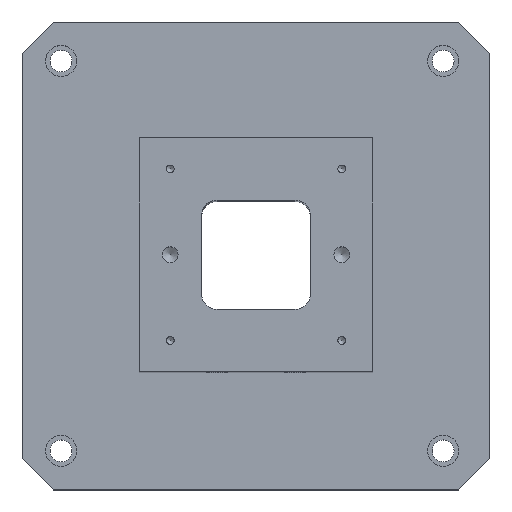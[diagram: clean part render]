
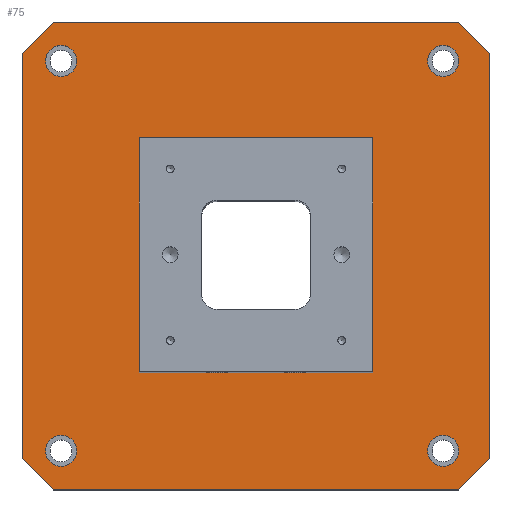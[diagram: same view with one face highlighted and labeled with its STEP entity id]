
A CAD part, top view. The second image highlights one B-rep face of the part: STEP entity #75.
In plain terms, the highlighted planar face has unit normal (0, 0, 1).
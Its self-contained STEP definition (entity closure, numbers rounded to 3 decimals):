
#75 = ADVANCED_FACE( '', ( #257, #258, #259, #260, #261, #262 ), #263, .T. );
#257 = FACE_BOUND( '', #861, .T. );
#258 = FACE_BOUND( '', #862, .T. );
#259 = FACE_BOUND( '', #863, .T. );
#260 = FACE_BOUND( '', #864, .T. );
#261 = FACE_OUTER_BOUND( '', #865, .T. );
#262 = FACE_BOUND( '', #866, .T. );
#263 = PLANE( '', #867 );
#861 = EDGE_LOOP( '', ( #1465 ) );
#862 = EDGE_LOOP( '', ( #1466 ) );
#863 = EDGE_LOOP( '', ( #1467 ) );
#864 = EDGE_LOOP( '', ( #1468 ) );
#865 = EDGE_LOOP( '', ( #1469, #1470, #1471, #1472, #1473, #1474, #1475, #1476 ) );
#866 = EDGE_LOOP( '', ( #1477, #1478, #1479, #1480 ) );
#867 = AXIS2_PLACEMENT_3D( '', #1481, #1482, #1483 );
#1465 = ORIENTED_EDGE( '', *, *, #2525, .T. );
#1466 = ORIENTED_EDGE( '', *, *, #2526, .T. );
#1467 = ORIENTED_EDGE( '', *, *, #2527, .T. );
#1468 = ORIENTED_EDGE( '', *, *, #2528, .T. );
#1469 = ORIENTED_EDGE( '', *, *, #2529, .T. );
#1470 = ORIENTED_EDGE( '', *, *, #2530, .T. );
#1471 = ORIENTED_EDGE( '', *, *, #2531, .T. );
#1472 = ORIENTED_EDGE( '', *, *, #2532, .T. );
#1473 = ORIENTED_EDGE( '', *, *, #2533, .T. );
#1474 = ORIENTED_EDGE( '', *, *, #2534, .T. );
#1475 = ORIENTED_EDGE( '', *, *, #2535, .T. );
#1476 = ORIENTED_EDGE( '', *, *, #2536, .T. );
#1477 = ORIENTED_EDGE( '', *, *, #2537, .T. );
#1478 = ORIENTED_EDGE( '', *, *, #2538, .T. );
#1479 = ORIENTED_EDGE( '', *, *, #2539, .T. );
#1480 = ORIENTED_EDGE( '', *, *, #2540, .T. );
#1481 = CARTESIAN_POINT( '', ( -150., -150., 50. ) );
#1482 = DIRECTION( '', ( 0., 0., 1. ) );
#1483 = DIRECTION( '', ( 1., 0., 0. ) );
#2525 = EDGE_CURVE( '', #2820, #2820, #2821, .T. );
#2526 = EDGE_CURVE( '', #2822, #2822, #2823, .T. );
#2527 = EDGE_CURVE( '', #2824, #2824, #2825, .T. );
#2528 = EDGE_CURVE( '', #2826, #2826, #2827, .T. );
#2529 = EDGE_CURVE( '', #2828, #2829, #2830, .T. );
#2530 = EDGE_CURVE( '', #2829, #2831, #2832, .F. );
#2531 = EDGE_CURVE( '', #2831, #2833, #2834, .T. );
#2532 = EDGE_CURVE( '', #2833, #2835, #2836, .F. );
#2533 = EDGE_CURVE( '', #2835, #2837, #2838, .T. );
#2534 = EDGE_CURVE( '', #2837, #2839, #2840, .F. );
#2535 = EDGE_CURVE( '', #2839, #2841, #2842, .T. );
#2536 = EDGE_CURVE( '', #2841, #2828, #2843, .F. );
#2537 = EDGE_CURVE( '', #2844, #2845, #2846, .T. );
#2538 = EDGE_CURVE( '', #2845, #2847, #2848, .T. );
#2539 = EDGE_CURVE( '', #2847, #2849, #2850, .T. );
#2540 = EDGE_CURVE( '', #2849, #2844, #2851, .T. );
#2820 = VERTEX_POINT( '', #3244 );
#2821 = CIRCLE( '', #3245, 10. );
#2822 = VERTEX_POINT( '', #3246 );
#2823 = CIRCLE( '', #3247, 10. );
#2824 = VERTEX_POINT( '', #3248 );
#2825 = CIRCLE( '', #3249, 10. );
#2826 = VERTEX_POINT( '', #3250 );
#2827 = CIRCLE( '', #3251, 10. );
#2828 = VERTEX_POINT( '', #3252 );
#2829 = VERTEX_POINT( '', #3253 );
#2830 = LINE( '', #3254, #3255 );
#2831 = VERTEX_POINT( '', #3256 );
#2832 = LINE( '', #3257, #3258 );
#2833 = VERTEX_POINT( '', #3259 );
#2834 = LINE( '', #3260, #3261 );
#2835 = VERTEX_POINT( '', #3262 );
#2836 = LINE( '', #3263, #3264 );
#2837 = VERTEX_POINT( '', #3265 );
#2838 = LINE( '', #3266, #3267 );
#2839 = VERTEX_POINT( '', #3268 );
#2840 = LINE( '', #3269, #3270 );
#2841 = VERTEX_POINT( '', #3271 );
#2842 = LINE( '', #3272, #3273 );
#2843 = LINE( '', #3274, #3275 );
#2844 = VERTEX_POINT( '', #3276 );
#2845 = VERTEX_POINT( '', #3277 );
#2846 = LINE( '', #3278, #3279 );
#2847 = VERTEX_POINT( '', #3280 );
#2848 = LINE( '', #3281, #3282 );
#2849 = VERTEX_POINT( '', #3283 );
#2850 = LINE( '', #3284, #3285 );
#2851 = LINE( '', #3286, #3287 );
#3244 = CARTESIAN_POINT( '', ( -125., -135., 50. ) );
#3245 = AXIS2_PLACEMENT_3D( '', #3720, #3721, #3722 );
#3246 = CARTESIAN_POINT( '', ( 120., -135., 50. ) );
#3247 = AXIS2_PLACEMENT_3D( '', #3723, #3724, #3725 );
#3248 = CARTESIAN_POINT( '', ( 120., 115., 50. ) );
#3249 = AXIS2_PLACEMENT_3D( '', #3726, #3727, #3728 );
#3250 = CARTESIAN_POINT( '', ( -125., 115., 50. ) );
#3251 = AXIS2_PLACEMENT_3D( '', #3729, #3730, #3731 );
#3252 = CARTESIAN_POINT( '', ( 130., 150., 50. ) );
#3253 = CARTESIAN_POINT( '', ( -130., 150., 50. ) );
#3254 = CARTESIAN_POINT( '', ( 150., 150., 50. ) );
#3255 = VECTOR( '', #3732, 1000. );
#3256 = CARTESIAN_POINT( '', ( -150., 130., 50. ) );
#3257 = CARTESIAN_POINT( '', ( -290., -10., 50. ) );
#3258 = VECTOR( '', #3733, 1000. );
#3259 = CARTESIAN_POINT( '', ( -150., -130., 50. ) );
#3260 = CARTESIAN_POINT( '', ( -150., 150., 50. ) );
#3261 = VECTOR( '', #3734, 1000. );
#3262 = CARTESIAN_POINT( '', ( -130., -150., 50. ) );
#3263 = CARTESIAN_POINT( '', ( -140., -140., 50. ) );
#3264 = VECTOR( '', #3735, 1000. );
#3265 = CARTESIAN_POINT( '', ( 130., -150., 50. ) );
#3266 = CARTESIAN_POINT( '', ( -150., -150., 50. ) );
#3267 = VECTOR( '', #3736, 1000. );
#3268 = CARTESIAN_POINT( '', ( 150., -130., 50. ) );
#3269 = CARTESIAN_POINT( '', ( -10., -290., 50. ) );
#3270 = VECTOR( '', #3737, 1000. );
#3271 = CARTESIAN_POINT( '', ( 150., 130., 50. ) );
#3272 = CARTESIAN_POINT( '', ( 150., -150., 50. ) );
#3273 = VECTOR( '', #3738, 1000. );
#3274 = CARTESIAN_POINT( '', ( 140., 140., 50. ) );
#3275 = VECTOR( '', #3739, 1000. );
#3276 = CARTESIAN_POINT( '', ( 75., -75., 50. ) );
#3277 = CARTESIAN_POINT( '', ( -75., -75., 50. ) );
#3278 = CARTESIAN_POINT( '', ( -150., -75., 50. ) );
#3279 = VECTOR( '', #3740, 1000. );
#3280 = CARTESIAN_POINT( '', ( -75., 75., 50. ) );
#3281 = CARTESIAN_POINT( '', ( -75., -150., 50. ) );
#3282 = VECTOR( '', #3741, 1000. );
#3283 = CARTESIAN_POINT( '', ( 75., 75., 50. ) );
#3284 = CARTESIAN_POINT( '', ( -150., 75., 50. ) );
#3285 = VECTOR( '', #3742, 1000. );
#3286 = CARTESIAN_POINT( '', ( 75., -150., 50. ) );
#3287 = VECTOR( '', #3743, 1000. );
#3720 = CARTESIAN_POINT( '', ( -125., -125., 50. ) );
#3721 = DIRECTION( '', ( 0., 0., -1. ) );
#3722 = DIRECTION( '', ( 0., -1., 0. ) );
#3723 = CARTESIAN_POINT( '', ( 120., -125., 50. ) );
#3724 = DIRECTION( '', ( 0., 0., -1. ) );
#3725 = DIRECTION( '', ( 0., -1., 0. ) );
#3726 = CARTESIAN_POINT( '', ( 120., 125., 50. ) );
#3727 = DIRECTION( '', ( 0., 0., -1. ) );
#3728 = DIRECTION( '', ( 0., -1., 0. ) );
#3729 = CARTESIAN_POINT( '', ( -125., 125., 50. ) );
#3730 = DIRECTION( '', ( 0., 0., -1. ) );
#3731 = DIRECTION( '', ( 0., -1., 0. ) );
#3732 = DIRECTION( '', ( -1., 0., 0. ) );
#3733 = DIRECTION( '', ( 0.707, 0.707, 0. ) );
#3734 = DIRECTION( '', ( 0., -1., 0. ) );
#3735 = DIRECTION( '', ( -0.707, 0.707, 0. ) );
#3736 = DIRECTION( '', ( 1., 0., 0. ) );
#3737 = DIRECTION( '', ( -0.707, -0.707, 0. ) );
#3738 = DIRECTION( '', ( 0., 1., 0. ) );
#3739 = DIRECTION( '', ( 0.707, -0.707, 0. ) );
#3740 = DIRECTION( '', ( -1., 0., 0. ) );
#3741 = DIRECTION( '', ( 0., 1., 0. ) );
#3742 = DIRECTION( '', ( 1., 0., 0. ) );
#3743 = DIRECTION( '', ( 0., -1., 0. ) );
